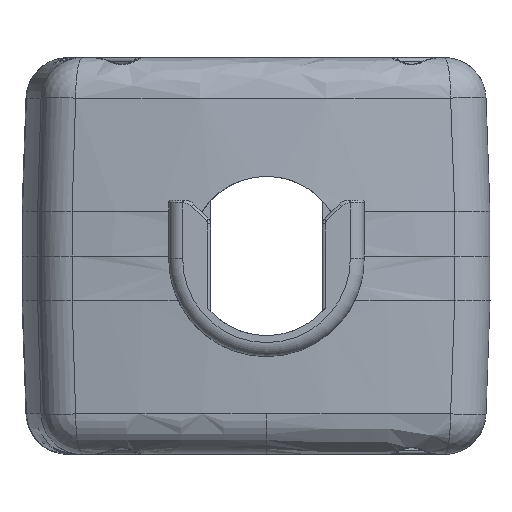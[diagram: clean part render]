
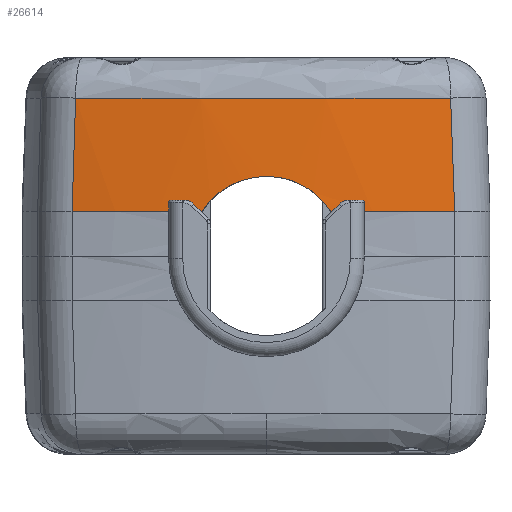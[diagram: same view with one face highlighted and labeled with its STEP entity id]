
A CAD part, left-side view. The second image highlights one B-rep face of the part: STEP entity #26614.
In plain terms, the highlighted conical face has half-angle 2 degrees and reference radius 85.703 mm.
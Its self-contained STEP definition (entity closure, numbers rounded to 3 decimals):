
#56=CONICAL_SURFACE('',#28221,85.702,0.035);
#629=B_SPLINE_CURVE_WITH_KNOTS('',3,(#38469,#38470,#38471,#38472),
 .UNSPECIFIED.,.F.,.F.,(4,4),(0.,1.),.UNSPECIFIED.);
#630=B_SPLINE_CURVE_WITH_KNOTS('',3,(#38474,#38475,#38476,#38477),
 .UNSPECIFIED.,.F.,.F.,(4,4),(0.,1.),.UNSPECIFIED.);
#631=B_SPLINE_CURVE_WITH_KNOTS('',3,(#38484,#38485,#38486,#38487,#38488,
#38489,#38490),.UNSPECIFIED.,.F.,.F.,(4,1,1,1,4),(0.,
0.003,0.005,0.008,0.011),
 .UNSPECIFIED.);
#632=B_SPLINE_CURVE_WITH_KNOTS('',3,(#38493,#38494,#38495,#38496),
 .UNSPECIFIED.,.F.,.F.,(4,4),(0.,1.),.UNSPECIFIED.);
#1103=CIRCLE('',#28222,85.702);
#1104=CIRCLE('',#28223,85.702);
#2815=ORIENTED_EDGE('',*,*,#10562,.F.);
#2816=ORIENTED_EDGE('',*,*,#10563,.F.);
#2817=ORIENTED_EDGE('',*,*,#10564,.T.);
#2818=ORIENTED_EDGE('',*,*,#10565,.F.);
#2819=ORIENTED_EDGE('',*,*,#10566,.F.);
#2820=ORIENTED_EDGE('',*,*,#10544,.F.);
#2821=ORIENTED_EDGE('',*,*,#10561,.F.);
#2822=ORIENTED_EDGE('',*,*,#10567,.T.);
#10544=EDGE_CURVE('',#14412,#14413,#17038,.T.);
#10561=EDGE_CURVE('',#14422,#14412,#629,.T.);
#10562=EDGE_CURVE('',#14423,#14424,#630,.T.);
#10563=EDGE_CURVE('',#14425,#14423,#17047,.T.);
#10564=EDGE_CURVE('',#14425,#14426,#1103,.T.);
#10565=EDGE_CURVE('',#14427,#14426,#631,.T.);
#10566=EDGE_CURVE('',#14413,#14427,#1104,.T.);
#10567=EDGE_CURVE('',#14422,#14424,#632,.T.);
#14412=VERTEX_POINT('',#38421);
#14413=VERTEX_POINT('',#38423);
#14422=VERTEX_POINT('',#38468);
#14423=VERTEX_POINT('',#38478);
#14424=VERTEX_POINT('',#38479);
#14425=VERTEX_POINT('',#38481);
#14426=VERTEX_POINT('',#38483);
#14427=VERTEX_POINT('',#38491);
#17038=LINE('',#38422,#19911);
#17047=LINE('',#38480,#19920);
#19911=VECTOR('',#30749,1000.);
#19920=VECTOR('',#30780,1000.);
#22580=EDGE_LOOP('',(#2815,#2816,#2817,#2818,#2819,#2820,#2821,#2822));
#24118=FACE_BOUND('',#22580,.T.);
#26614=ADVANCED_FACE('',(#24118),#56,.T.);
#28221=AXIS2_PLACEMENT_3D('',#38473,#30778,#30779);
#28222=AXIS2_PLACEMENT_3D('',#38482,#30781,#30782);
#28223=AXIS2_PLACEMENT_3D('',#38492,#30783,#30784);
#30749=DIRECTION('',(-0.157,0.987,-0.012));
#30778=DIRECTION('',(0.,0.,-1.));
#30779=DIRECTION('',(0.,1.,0.));
#30780=DIRECTION('',(0.162,0.987,0.002));
#30781=DIRECTION('',(0.,0.,1.));
#30782=DIRECTION('',(-1.,0.,0.));
#30783=DIRECTION('',(0.,0.,-1.));
#30784=DIRECTION('',(1.,0.,0.));
#38421=CARTESIAN_POINT('',(-17.941,4.027,0.2));
#38422=CARTESIAN_POINT('',(-17.941,4.028,0.2));
#38423=CARTESIAN_POINT('',(-17.941,4.028,0.2));
#38468=CARTESIAN_POINT('',(-17.701,4.319,8.305));
#38469=CARTESIAN_POINT('',(-17.701,4.319,8.305));
#38470=CARTESIAN_POINT('',(-17.781,4.221,5.603));
#38471=CARTESIAN_POINT('',(-17.861,4.124,2.902));
#38472=CARTESIAN_POINT('',(-17.941,4.027,0.2));
#38473=CARTESIAN_POINT('',(66.696,17.5,0.2));
#38474=CARTESIAN_POINT('',(-17.87,31.415,0.2));
#38475=CARTESIAN_POINT('',(-17.788,31.33,2.902));
#38476=CARTESIAN_POINT('',(-17.706,31.246,5.603));
#38477=CARTESIAN_POINT('',(-17.624,31.162,8.305));
#38478=CARTESIAN_POINT('',(-17.87,31.415,0.2));
#38479=CARTESIAN_POINT('',(-17.624,31.162,8.305));
#38480=CARTESIAN_POINT('',(-17.87,31.414,0.2));
#38481=CARTESIAN_POINT('',(-17.87,31.413,0.2));
#38482=CARTESIAN_POINT('',(66.696,17.5,0.2));
#38483=CARTESIAN_POINT('',(-18.883,22.11,0.2));
#38484=CARTESIAN_POINT('',(-18.883,12.89,0.2));
#38485=CARTESIAN_POINT('',(-18.883,13.392,0.971));
#38486=CARTESIAN_POINT('',(-18.904,14.766,2.234));
#38487=CARTESIAN_POINT('',(-18.927,17.497,2.933));
#38488=CARTESIAN_POINT('',(-18.904,20.233,2.236));
#38489=CARTESIAN_POINT('',(-18.883,21.608,0.971));
#38490=CARTESIAN_POINT('',(-18.883,22.11,0.2));
#38491=CARTESIAN_POINT('',(-18.883,12.89,0.2));
#38492=CARTESIAN_POINT('',(66.696,17.5,0.2));
#38493=CARTESIAN_POINT('',(-17.701,4.319,8.305));
#38494=CARTESIAN_POINT('',(-19.087,13.196,8.305));
#38495=CARTESIAN_POINT('',(-19.061,22.293,8.305));
#38496=CARTESIAN_POINT('',(-17.624,31.162,8.305));
